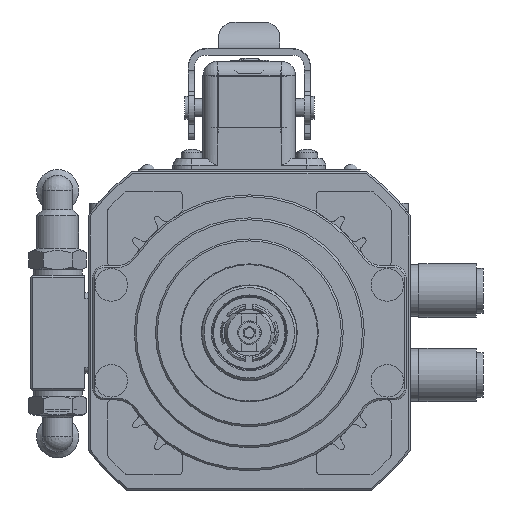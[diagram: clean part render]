
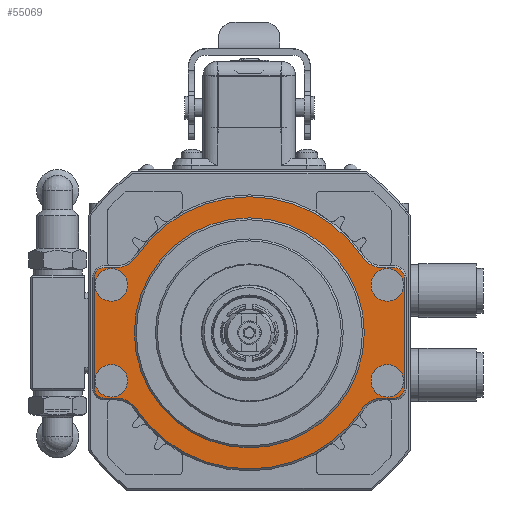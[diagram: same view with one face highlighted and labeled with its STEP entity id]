
A CAD part, front view. The second image highlights one B-rep face of the part: STEP entity #55069.
In plain terms, the highlighted planar face has unit normal (0, -1, 0).
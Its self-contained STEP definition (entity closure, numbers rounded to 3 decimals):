
#5708=VECTOR('',#61741,1.);
#5709=VECTOR('',#61744,1.);
#5710=VECTOR('',#61747,1.);
#5711=VECTOR('',#61754,1.);
#5712=VECTOR('',#61757,1.);
#5713=VECTOR('',#61760,1.);
#9668=LINE('',#84344,#5708);
#9669=LINE('',#84348,#5709);
#9670=LINE('',#84352,#5710);
#9671=LINE('',#84360,#5711);
#9672=LINE('',#84364,#5712);
#9673=LINE('',#84368,#5713);
#12696=PLANE('',#72455);
#17121=VERTEX_POINT('',#84313);
#17122=VERTEX_POINT('',#84315);
#17123=VERTEX_POINT('',#84318);
#17124=VERTEX_POINT('',#84320);
#17125=VERTEX_POINT('',#84323);
#17126=VERTEX_POINT('',#84325);
#17127=VERTEX_POINT('',#84328);
#17128=VERTEX_POINT('',#84330);
#17129=VERTEX_POINT('',#84333);
#17130=VERTEX_POINT('',#84335);
#17131=VERTEX_POINT('',#84338);
#17132=VERTEX_POINT('',#84339);
#17133=VERTEX_POINT('',#84341);
#17134=VERTEX_POINT('',#84343);
#17135=VERTEX_POINT('',#84345);
#17136=VERTEX_POINT('',#84347);
#17137=VERTEX_POINT('',#84349);
#17138=VERTEX_POINT('',#84351);
#17139=VERTEX_POINT('',#84353);
#17140=VERTEX_POINT('',#84355);
#17141=VERTEX_POINT('',#84357);
#17142=VERTEX_POINT('',#84359);
#17143=VERTEX_POINT('',#84361);
#17144=VERTEX_POINT('',#84363);
#17145=VERTEX_POINT('',#84365);
#17146=VERTEX_POINT('',#84367);
#21318=CIRCLE('',#72446,30.);
#21319=CIRCLE('',#72448,4.25);
#21320=CIRCLE('',#72450,4.25);
#21321=CIRCLE('',#72452,4.25);
#21322=CIRCLE('',#72454,4.25);
#21323=CIRCLE('',#72456,6.5);
#21324=CIRCLE('',#72457,35.5);
#21325=CIRCLE('',#72458,6.5);
#21326=CIRCLE('',#72459,2.5);
#21327=CIRCLE('',#72460,2.5);
#21328=CIRCLE('',#72461,6.5);
#21329=CIRCLE('',#72462,35.5);
#21330=CIRCLE('',#72463,6.5);
#21331=CIRCLE('',#72464,2.5);
#21332=CIRCLE('',#72465,2.5);
#26104=EDGE_CURVE('',#17122,#17121,#21318,.T.);
#26105=EDGE_CURVE('',#17121,#17122,#21318,.T.);
#26107=EDGE_CURVE('',#17124,#17123,#21319,.T.);
#26108=EDGE_CURVE('',#17123,#17124,#21319,.T.);
#26110=EDGE_CURVE('',#17126,#17125,#21320,.T.);
#26111=EDGE_CURVE('',#17125,#17126,#21320,.T.);
#26113=EDGE_CURVE('',#17128,#17127,#21321,.T.);
#26114=EDGE_CURVE('',#17127,#17128,#21321,.T.);
#26116=EDGE_CURVE('',#17130,#17129,#21322,.T.);
#26117=EDGE_CURVE('',#17129,#17130,#21322,.T.);
#26118=EDGE_CURVE('',#17131,#17132,#21323,.T.);
#26119=EDGE_CURVE('',#17132,#17133,#21324,.T.);
#26120=EDGE_CURVE('',#17133,#17134,#21325,.T.);
#26121=EDGE_CURVE('',#17134,#17135,#9668,.T.);
#26122=EDGE_CURVE('',#17135,#17136,#21326,.T.);
#26123=EDGE_CURVE('',#17136,#17137,#9669,.T.);
#26124=EDGE_CURVE('',#17137,#17138,#21327,.T.);
#26125=EDGE_CURVE('',#17138,#17139,#9670,.T.);
#26126=EDGE_CURVE('',#17139,#17140,#21328,.T.);
#26127=EDGE_CURVE('',#17140,#17141,#21329,.T.);
#26128=EDGE_CURVE('',#17141,#17142,#21330,.T.);
#26129=EDGE_CURVE('',#17142,#17143,#9671,.T.);
#26130=EDGE_CURVE('',#17143,#17144,#21331,.T.);
#26131=EDGE_CURVE('',#17144,#17145,#9672,.T.);
#26132=EDGE_CURVE('',#17145,#17146,#21332,.T.);
#26133=EDGE_CURVE('',#17146,#17131,#9673,.T.);
#36828=ORIENTED_EDGE('',*,*,#26116,.T.);
#36829=ORIENTED_EDGE('',*,*,#26117,.T.);
#36830=ORIENTED_EDGE('',*,*,#26113,.T.);
#36831=ORIENTED_EDGE('',*,*,#26114,.T.);
#36832=ORIENTED_EDGE('',*,*,#26110,.T.);
#36833=ORIENTED_EDGE('',*,*,#26111,.T.);
#36834=ORIENTED_EDGE('',*,*,#26107,.T.);
#36835=ORIENTED_EDGE('',*,*,#26108,.T.);
#36836=ORIENTED_EDGE('',*,*,#26118,.T.);
#36837=ORIENTED_EDGE('',*,*,#26119,.T.);
#36838=ORIENTED_EDGE('',*,*,#26120,.T.);
#36839=ORIENTED_EDGE('',*,*,#26121,.T.);
#36840=ORIENTED_EDGE('',*,*,#26122,.T.);
#36841=ORIENTED_EDGE('',*,*,#26123,.T.);
#36842=ORIENTED_EDGE('',*,*,#26124,.T.);
#36843=ORIENTED_EDGE('',*,*,#26125,.T.);
#36844=ORIENTED_EDGE('',*,*,#26126,.T.);
#36845=ORIENTED_EDGE('',*,*,#26127,.T.);
#36846=ORIENTED_EDGE('',*,*,#26128,.T.);
#36847=ORIENTED_EDGE('',*,*,#26129,.T.);
#36848=ORIENTED_EDGE('',*,*,#26130,.T.);
#36849=ORIENTED_EDGE('',*,*,#26131,.T.);
#36850=ORIENTED_EDGE('',*,*,#26132,.T.);
#36851=ORIENTED_EDGE('',*,*,#26133,.T.);
#36852=ORIENTED_EDGE('',*,*,#26104,.T.);
#36853=ORIENTED_EDGE('',*,*,#26105,.T.);
#48484=EDGE_LOOP('',(#36828,#36829));
#48485=EDGE_LOOP('',(#36830,#36831));
#48486=EDGE_LOOP('',(#36832,#36833));
#48487=EDGE_LOOP('',(#36834,#36835));
#48488=EDGE_LOOP('',(#36836,#36837,#36838,#36839,#36840,#36841,#36842,#36843,
#36844,#36845,#36846,#36847,#36848,#36849,#36850,#36851));
#48489=EDGE_LOOP('',(#36852,#36853));
#51832=FACE_BOUND('',#48484,.T.);
#51833=FACE_BOUND('',#48485,.T.);
#51834=FACE_BOUND('',#48486,.T.);
#51835=FACE_BOUND('',#48487,.T.);
#51836=FACE_BOUND('',#48488,.T.);
#51837=FACE_BOUND('',#48489,.T.);
#55069=ADVANCED_FACE('',(#51832,#51833,#51834,#51835,#51836,#51837),#12696,
 .F.);
#61712=DIRECTION('',(0.,1.,0.));
#61713=DIRECTION('',(-30.,0.,0.));
#61717=DIRECTION('',(0.,1.,0.));
#61718=DIRECTION('',(0.,0.,4.25));
#61722=DIRECTION('',(0.,1.,0.));
#61723=DIRECTION('',(0.,0.,4.25));
#61727=DIRECTION('',(0.,1.,0.));
#61728=DIRECTION('',(4.25,0.,0.));
#61732=DIRECTION('',(0.,1.,0.));
#61733=DIRECTION('',(4.25,0.,0.));
#61734=DIRECTION('',(0.,1.,0.));
#61735=DIRECTION('',(0.,1.,0.));
#61736=DIRECTION('',(-6.5,0.,0.));
#61737=DIRECTION('',(0.,-1.,0.));
#61738=DIRECTION('',(-35.5,0.,0.));
#61739=DIRECTION('',(0.,1.,0.));
#61740=DIRECTION('',(-6.5,0.,0.));
#61741=DIRECTION('',(-1.,0.,0.));
#61742=DIRECTION('',(0.,-1.,0.));
#61743=DIRECTION('',(-2.5,0.,0.));
#61744=DIRECTION('',(0.,0.,-1.));
#61745=DIRECTION('',(0.,-1.,0.));
#61746=DIRECTION('',(-2.5,0.,0.));
#61747=DIRECTION('',(1.,0.,0.));
#61748=DIRECTION('',(0.,1.,0.));
#61749=DIRECTION('',(-6.5,0.,0.));
#61750=DIRECTION('',(0.,-1.,0.));
#61751=DIRECTION('',(-35.5,0.,0.));
#61752=DIRECTION('',(0.,1.,0.));
#61753=DIRECTION('',(-6.5,0.,0.));
#61754=DIRECTION('',(1.,0.,0.));
#61755=DIRECTION('',(0.,-1.,0.));
#61756=DIRECTION('',(-2.5,0.,0.));
#61757=DIRECTION('',(0.,0.,1.));
#61758=DIRECTION('',(0.,-1.,0.));
#61759=DIRECTION('',(-2.5,0.,0.));
#61760=DIRECTION('',(-1.,0.,0.));
#72446=AXIS2_PLACEMENT_3D('',#84314,#61712,#61713);
#72448=AXIS2_PLACEMENT_3D('',#84319,#61717,#61718);
#72450=AXIS2_PLACEMENT_3D('',#84324,#61722,#61723);
#72452=AXIS2_PLACEMENT_3D('',#84329,#61727,#61728);
#72454=AXIS2_PLACEMENT_3D('',#84334,#61732,#61733);
#72455=AXIS2_PLACEMENT_3D('',#84336,#61734,$);
#72456=AXIS2_PLACEMENT_3D('',#84337,#61735,#61736);
#72457=AXIS2_PLACEMENT_3D('',#84340,#61737,#61738);
#72458=AXIS2_PLACEMENT_3D('',#84342,#61739,#61740);
#72459=AXIS2_PLACEMENT_3D('',#84346,#61742,#61743);
#72460=AXIS2_PLACEMENT_3D('',#84350,#61745,#61746);
#72461=AXIS2_PLACEMENT_3D('',#84354,#61748,#61749);
#72462=AXIS2_PLACEMENT_3D('',#84356,#61750,#61751);
#72463=AXIS2_PLACEMENT_3D('',#84358,#61752,#61753);
#72464=AXIS2_PLACEMENT_3D('',#84362,#61755,#61756);
#72465=AXIS2_PLACEMENT_3D('',#84366,#61758,#61759);
#84313=CARTESIAN_POINT('',(30.,-8.5,0.));
#84314=CARTESIAN_POINT('',(0.,-8.5,0.));
#84315=CARTESIAN_POINT('',(-30.,-8.5,0.));
#84318=CARTESIAN_POINT('',(31.75,-8.5,-12.5));
#84319=CARTESIAN_POINT('',(36.,-8.5,-12.5));
#84320=CARTESIAN_POINT('',(36.,-8.5,-8.25));
#84323=CARTESIAN_POINT('',(-40.25,-8.5,-12.5));
#84324=CARTESIAN_POINT('',(-36.,-8.5,-12.5));
#84325=CARTESIAN_POINT('',(-36.,-8.5,-8.25));
#84328=CARTESIAN_POINT('',(31.75,-8.5,12.5));
#84329=CARTESIAN_POINT('',(36.,-8.5,12.5));
#84330=CARTESIAN_POINT('',(40.25,-8.5,12.5));
#84333=CARTESIAN_POINT('',(-40.25,-8.5,12.5));
#84334=CARTESIAN_POINT('',(-36.,-8.5,12.5));
#84335=CARTESIAN_POINT('',(-31.75,-8.5,12.5));
#84336=CARTESIAN_POINT('',(0.,-8.5,0.));
#84337=CARTESIAN_POINT('',(34.81,-8.5,23.5));
#84338=CARTESIAN_POINT('',(34.81,-8.5,17.));
#84339=CARTESIAN_POINT('',(29.423,-8.5,19.863));
#84340=CARTESIAN_POINT('',(0.,-8.5,0.));
#84341=CARTESIAN_POINT('',(-29.423,-8.5,19.863));
#84342=CARTESIAN_POINT('',(-34.81,-8.5,23.5));
#84343=CARTESIAN_POINT('',(-34.81,-8.5,17.));
#84344=CARTESIAN_POINT('',(-34.81,-8.5,17.));
#84345=CARTESIAN_POINT('',(-37.9,-8.5,17.));
#84346=CARTESIAN_POINT('',(-37.9,-8.5,14.5));
#84347=CARTESIAN_POINT('',(-40.4,-8.5,14.5));
#84348=CARTESIAN_POINT('',(-40.4,-8.5,14.5));
#84349=CARTESIAN_POINT('',(-40.4,-8.5,-14.5));
#84350=CARTESIAN_POINT('',(-37.9,-8.5,-14.5));
#84351=CARTESIAN_POINT('',(-37.9,-8.5,-17.));
#84352=CARTESIAN_POINT('',(-37.9,-8.5,-17.));
#84353=CARTESIAN_POINT('',(-34.81,-8.5,-17.));
#84354=CARTESIAN_POINT('',(-34.81,-8.5,-23.5));
#84355=CARTESIAN_POINT('',(-29.423,-8.5,-19.863));
#84356=CARTESIAN_POINT('',(0.,-8.5,0.));
#84357=CARTESIAN_POINT('',(29.423,-8.5,-19.863));
#84358=CARTESIAN_POINT('',(34.81,-8.5,-23.5));
#84359=CARTESIAN_POINT('',(34.81,-8.5,-17.));
#84360=CARTESIAN_POINT('',(34.81,-8.5,-17.));
#84361=CARTESIAN_POINT('',(37.9,-8.5,-17.));
#84362=CARTESIAN_POINT('',(37.9,-8.5,-14.5));
#84363=CARTESIAN_POINT('',(40.4,-8.5,-14.5));
#84364=CARTESIAN_POINT('',(40.4,-8.5,-14.5));
#84365=CARTESIAN_POINT('',(40.4,-8.5,14.5));
#84366=CARTESIAN_POINT('',(37.9,-8.5,14.5));
#84367=CARTESIAN_POINT('',(37.9,-8.5,17.));
#84368=CARTESIAN_POINT('',(37.9,-8.5,17.));
